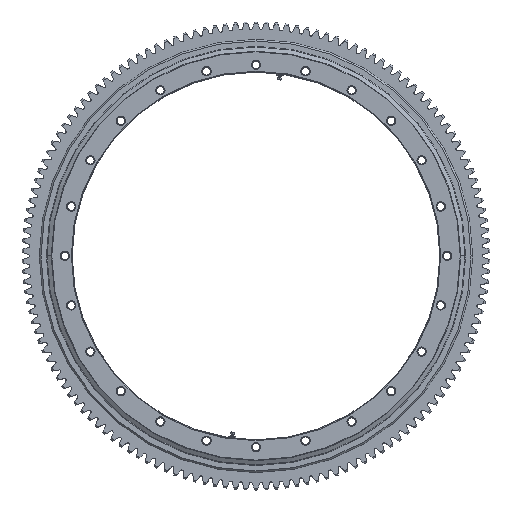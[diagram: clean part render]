
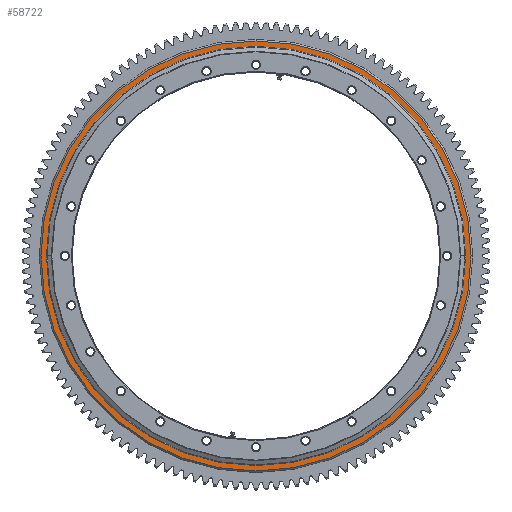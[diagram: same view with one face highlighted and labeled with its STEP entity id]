
A CAD part, top view. The second image highlights one B-rep face of the part: STEP entity #58722.
In plain terms, the highlighted face is planar.
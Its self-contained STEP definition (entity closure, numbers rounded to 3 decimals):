
#3126 = AXIS2_PLACEMENT_3D ( 'NONE', #59700, #40352, #24803 ) ;
#4014 = DIRECTION ( 'NONE',  ( 1., 0., 0. ) ) ;
#5501 = ORIENTED_EDGE ( 'NONE', *, *, #59730, .T. ) ;
#6128 = AXIS2_PLACEMENT_3D ( 'NONE', #34043, #39092, #12299 ) ;
#7436 = EDGE_LOOP ( 'NONE', ( #32027, #37139 ) ) ;
#9807 = DIRECTION ( 'NONE',  ( 0., 0., -1. ) ) ;
#10451 = CARTESIAN_POINT ( 'NONE',  ( -380.5, 0., -25.5 ) ) ;
#10462 = CARTESIAN_POINT ( 'NONE',  ( -397., 0., -25.5 ) ) ;
#12299 = DIRECTION ( 'NONE',  ( 1., 0., 0. ) ) ;
#17150 = EDGE_CURVE ( 'NONE', #24084, #34398, #26426, .T. ) ;
#20132 = DIRECTION ( 'NONE',  ( 0., 0., 1. ) ) ;
#23004 = CARTESIAN_POINT ( 'NONE',  ( 380.5, 0., -25.5 ) ) ;
#24084 = VERTEX_POINT ( 'NONE', #10462 ) ;
#24803 = DIRECTION ( 'NONE',  ( 1., 0., 0. ) ) ;
#26426 = CIRCLE ( 'NONE', #55247, 397. ) ;
#28165 = DIRECTION ( 'NONE',  ( 0., 0., -1. ) ) ;
#31028 = CARTESIAN_POINT ( 'NONE',  ( 0., 0., -25.5 ) ) ;
#32027 = ORIENTED_EDGE ( 'NONE', *, *, #59021, .T. ) ;
#32152 = FACE_BOUND ( 'NONE', #7436, .T. ) ;
#32536 = EDGE_LOOP ( 'NONE', ( #5501, #35217 ) ) ;
#34043 = CARTESIAN_POINT ( 'NONE',  ( 0., 0., -25.5 ) ) ;
#34223 = DIRECTION ( 'NONE',  ( 1., 0., 0. ) ) ;
#34398 = VERTEX_POINT ( 'NONE', #49829 ) ;
#35205 = DIRECTION ( 'NONE',  ( 1., 0., 0. ) ) ;
#35217 = ORIENTED_EDGE ( 'NONE', *, *, #17150, .T. ) ;
#36807 = CIRCLE ( 'NONE', #6128, 380.5 ) ;
#37139 = ORIENTED_EDGE ( 'NONE', *, *, #55166, .T. ) ;
#37490 = AXIS2_PLACEMENT_3D ( 'NONE', #31028, #20132, #35205 ) ;
#39092 = DIRECTION ( 'NONE',  ( 0., 0., 1. ) ) ;
#40352 = DIRECTION ( 'NONE',  ( 0., 0., 1. ) ) ;
#41724 = VERTEX_POINT ( 'NONE', #10451 ) ;
#42547 = AXIS2_PLACEMENT_3D ( 'NONE', #58704, #28165, #4014 ) ;
#44273 = CARTESIAN_POINT ( 'NONE',  ( 0., 0., -25.5 ) ) ;
#47025 = FACE_OUTER_BOUND ( 'NONE', #32536, .T. ) ;
#49829 = CARTESIAN_POINT ( 'NONE',  ( 397., 0., -25.5 ) ) ;
#50897 = VERTEX_POINT ( 'NONE', #23004 ) ;
#55024 = PLANE ( 'NONE',  #37490 ) ;
#55166 = EDGE_CURVE ( 'NONE', #50897, #41724, #62172, .T. ) ;
#55247 = AXIS2_PLACEMENT_3D ( 'NONE', #44273, #9807, #34223 ) ;
#58704 = CARTESIAN_POINT ( 'NONE',  ( 0., 0., -25.5 ) ) ;
#58722 = ADVANCED_FACE ( 'NONE', ( #47025, #32152 ), #55024, .F. ) ;
#59021 = EDGE_CURVE ( 'NONE', #41724, #50897, #36807, .T. ) ;
#59353 = CIRCLE ( 'NONE', #42547, 397. ) ;
#59700 = CARTESIAN_POINT ( 'NONE',  ( 0., 0., -25.5 ) ) ;
#59730 = EDGE_CURVE ( 'NONE', #34398, #24084, #59353, .T. ) ;
#62172 = CIRCLE ( 'NONE', #3126, 380.5 ) ;
